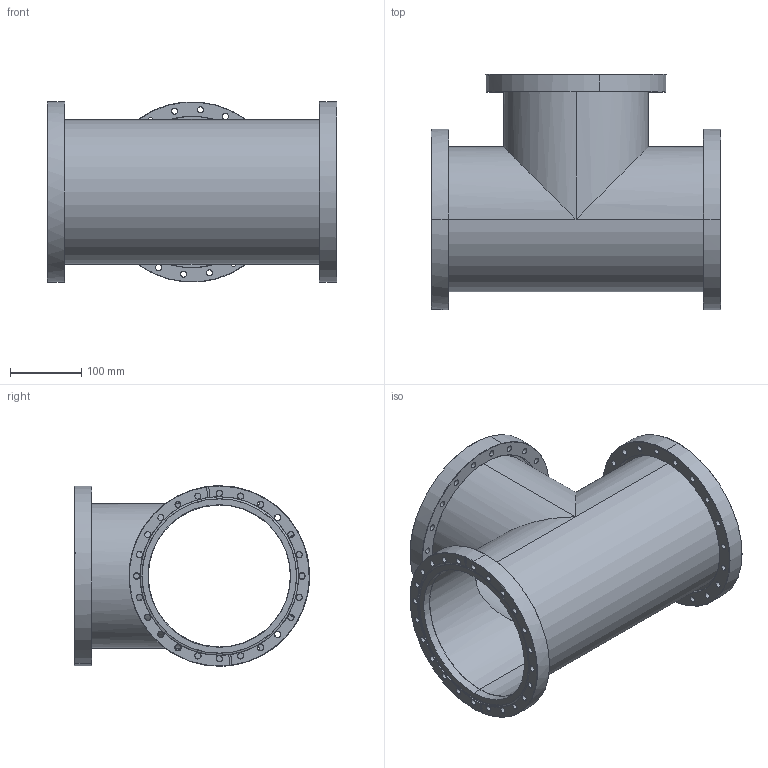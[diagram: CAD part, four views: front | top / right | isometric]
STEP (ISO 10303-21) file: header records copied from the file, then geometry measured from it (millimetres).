
FILE_DESCRIPTION (( 'STEP AP214' ), '1' );
FILE_NAME ('Hositrad_FT200-200R.STEP', '2017-05-22T12:59:05', ( 'Gebruiker' ), ( '' ), 'SwSTEP 2.0', 'SolidWorks 2017', '' );
FILE_SCHEMA (( 'AUTOMOTIVE_DESIGN' ));
Length unit declared in the file: millimetre
Products named in the file (5): CF200-R-outerring; CF200-203-innerring; NW200CF-Weld_-203; Equal-T-All_200-200; Hositrad_FT200-200R
Assembly tree (6 placements, depth 2):
  Hositrad_FT200-200R
    Equal-T-All_200-200
    NW200CF-Weld_-203
    CF200-203-innerring  x2
    CF200-R-outerring  x2
Bounding box: 406.4 x 329.8 x 253.2 mm (x, y, z)
Volume: 1768193.8 mm3; surface area: 875964.5 mm2
Topology: 6 solids, 6 shells, 431 faces, 1032 edges, 615 vertices
Faces by surface type: cone 221, cylinder 170, plane 40
Entity records: 9127 total; most frequent: DIRECTION 1717, CARTESIAN_POINT 1498, ORIENTED_EDGE 1432, EDGE_CURVE 716, AXIS2_PLACEMENT_3D 708, VERTEX_POINT 425, CIRCLE 399, EDGE_LOOP 399
